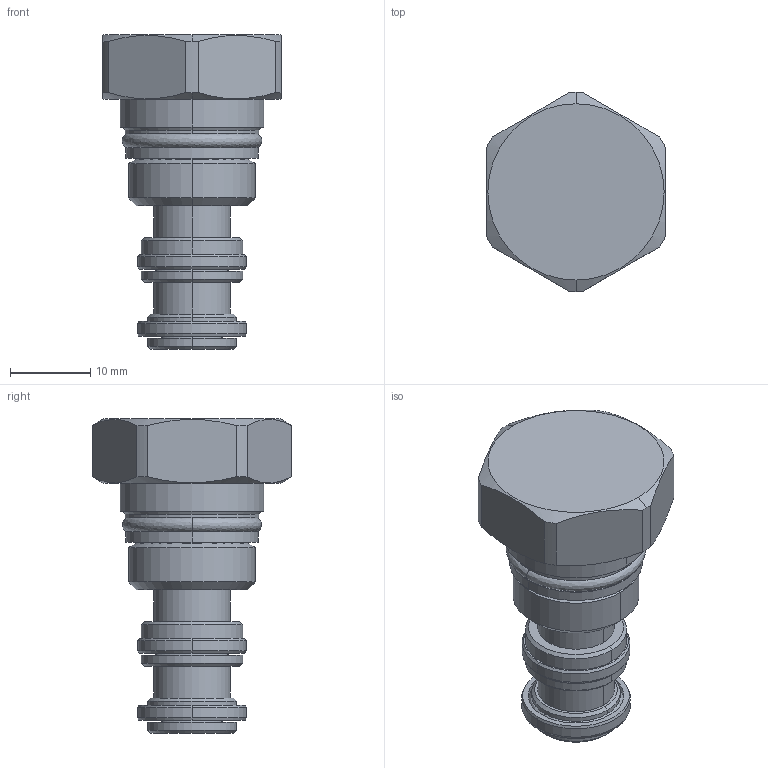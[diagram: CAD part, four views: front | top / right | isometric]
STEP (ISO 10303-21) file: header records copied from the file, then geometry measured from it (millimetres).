
FILE_DESCRIPTION((''),'2;1');
FILE_NAME('XAOB-XXN_PRT','2016-07-03T',('Administrator'),(''),'PRO/ENGINEER BY PARAMETRIC TECHNOLOGY CORPORATION, 2006240','PRO/ENGINEER BY PARAMETRIC TECHNOLOGY CORPORATION, 2006240','');
FILE_SCHEMA(('CONFIG_CONTROL_DESIGN'));
Length unit declared in the file: inch
Products named in the file (1): XAOB-XXN_PRT
Bounding box: 22.23 x 24.84 x 39.12 mm (x, y, z)
Volume: 7798.6 mm3; surface area: 4022.8 mm2
Topology: 4 solids, 4 shells, 113 faces, 242 edges, 148 vertices
Faces by surface type: cylinder 42, cone 26, plane 25, torus 12, revolution 8
Entity records: 3674 total; most frequent: CARTESIAN_POINT 1111, DIRECTION 572, ORIENTED_EDGE 484, AXIS2_PLACEMENT_3D 245, EDGE_CURVE 242, VERTEX_POINT 148, CIRCLE 140, EDGE_LOOP 130
